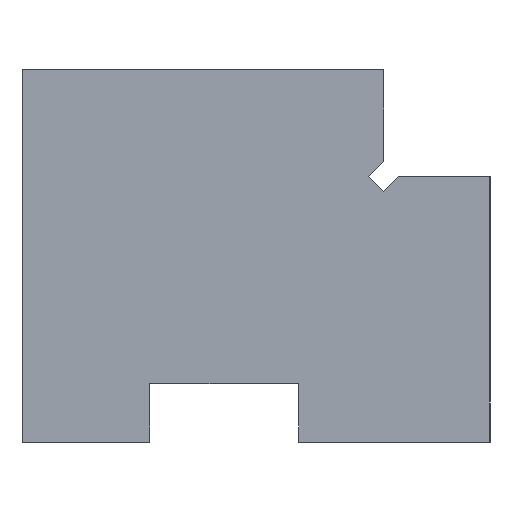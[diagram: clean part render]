
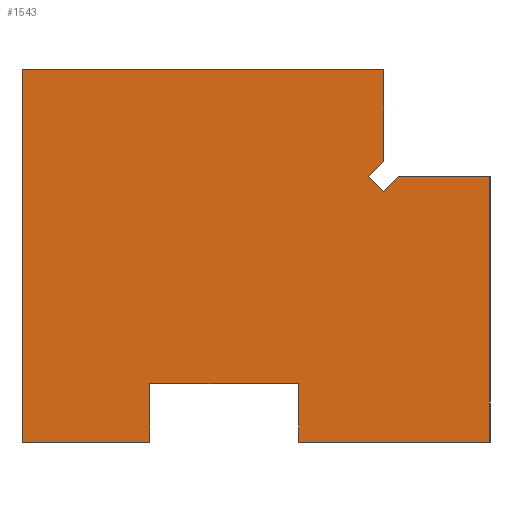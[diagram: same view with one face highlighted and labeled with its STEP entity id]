
A CAD part, left-side view. The second image highlights one B-rep face of the part: STEP entity #1543.
In plain terms, the highlighted planar face has unit normal (-1, 0, 0).
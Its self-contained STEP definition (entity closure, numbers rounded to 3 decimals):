
#887=VERTEX_POINT('',#2536);
#1147=EDGE_CURVE('',#2011,#2055,#2823,.T.);
#1183=EDGE_CURVE('',#2009,#1319,#2863,.T.);
#1185=EDGE_CURVE('',#1775,#887,#2865,.T.);
#1249=VERTEX_POINT('',#2938);
#1265=EDGE_CURVE('',#2383,#2011,#2955,.T.);
#1309=VERTEX_POINT('',#3001);
#1319=VERTEX_POINT('',#3012);
#1349=VERTEX_POINT('',#3045);
#1419=EDGE_CURVE('',#2251,#1421,#3120,.T.);
#1421=VERTEX_POINT('',#3122);
#1495=EDGE_CURVE('',#1249,#2383,#3201,.T.);
#1501=EDGE_CURVE('',#1349,#1775,#3207,.T.);
#1521=VERTEX_POINT('',#3230);
#1543=ADVANCED_FACE('',(#3253),#3254,.T.);
#1651=EDGE_CURVE('',#1319,#887,#3374,.T.);
#1761=EDGE_CURVE('',#1309,#2009,#3503,.T.);
#1765=EDGE_CURVE('',#1521,#1349,#3507,.T.);
#1775=VERTEX_POINT('',#3518);
#1939=EDGE_CURVE('',#1309,#1249,#3700,.T.);
#2009=VERTEX_POINT('',#3779);
#2011=VERTEX_POINT('',#3781);
#2055=VERTEX_POINT('',#3828);
#2153=EDGE_CURVE('',#1421,#2055,#3939,.T.);
#2251=VERTEX_POINT('',#4047);
#2287=EDGE_CURVE('',#1521,#2251,#4087,.T.);
#2383=VERTEX_POINT('',#4196);
#2536=CARTESIAN_POINT('',(-34.5,-7.0,0.0));
#2823=LINE('',#4728,#4729);
#2863=LINE('',#4781,#4782);
#2865=LINE('',#4785,#4786);
#2938=CARTESIAN_POINT('',(-34.5,19.0,0.0));
#2955=LINE('',#4899,#4900);
#3001=CARTESIAN_POINT('',(-34.5,7.0,0.0));
#3012=CARTESIAN_POINT('',(-34.5,-7.0,5.5));
#3045=CARTESIAN_POINT('',(-34.5,-25.0,25.0));
#3120=LINE('',#5122,#5123);
#3122=CARTESIAN_POINT('',(-34.5,-13.586,25.0));
#3201=LINE('',#5229,#5230);
#3207=LINE('',#5239,#5240);
#3230=CARTESIAN_POINT('',(-34.5,-16.414,25.0));
#3253=FACE_OUTER_BOUND('',#5298,.T.);
#3254=PLANE('',#5299);
#3374=LINE('',#5453,#5454);
#3503=LINE('',#5619,#5620);
#3507=LINE('',#5625,#5626);
#3518=CARTESIAN_POINT('',(-34.5,-25.0,0.0));
#3700=LINE('',#5871,#5872);
#3779=CARTESIAN_POINT('',(-34.5,7.0,5.5));
#3781=CARTESIAN_POINT('',(-34.5,-15.0,35.0));
#3828=CARTESIAN_POINT('',(-34.5,-15.,26.414));
#3939=LINE('',#6194,#6195);
#4047=CARTESIAN_POINT('',(-34.5,-15.0,23.586));
#4087=LINE('',#6379,#6380);
#4196=CARTESIAN_POINT('',(-34.5,19.0,35.0));
#4728=CARTESIAN_POINT('',(-34.5,-15.0,25.0));
#4729=VECTOR('',#7053,1.0);
#4781=CARTESIAN_POINT('',(-34.5,2.316,5.5));
#4782=VECTOR('',#7115,1.0);
#4785=CARTESIAN_POINT('',(-34.5,19.0,0.0));
#4786=VECTOR('',#7116,1.0);
#4899=CARTESIAN_POINT('',(-34.5,-15.0,35.0));
#4900=VECTOR('',#7247,1.0);
#5122=CARTESIAN_POINT('',(-34.5,-12.814,25.771));
#5123=VECTOR('',#7431,1.0);
#5229=CARTESIAN_POINT('',(-34.5,19.0,35.0));
#5230=VECTOR('',#7521,1.0);
#5239=CARTESIAN_POINT('',(-34.5,-25.0,0.0));
#5240=VECTOR('',#7528,1.0);
#5298=EDGE_LOOP('',(#7591,#7592,#7593,#7594,#7595,#7596,#7597,#7598,#7599,#7600,#7601,#7602,#7603));
#5299=AXIS2_PLACEMENT_3D('',#7604,#7605,#7606);
#5453=CARTESIAN_POINT('',(-34.5,-7.0,11.184));
#5454=VECTOR('',#7783,1.0);
#5619=CARTESIAN_POINT('',(-34.5,7.0,8.434));
#5620=VECTOR('',#8008,1.0);
#5625=CARTESIAN_POINT('',(-34.5,-25.0,25.0));
#5626=VECTOR('',#8009,1.0);
#5871=CARTESIAN_POINT('',(-34.5,19.0,0.0));
#5872=VECTOR('',#8274,1.0);
#6194=CARTESIAN_POINT('',(-34.5,-9.455,20.869));
#6195=VECTOR('',#8580,1.0);
#6379=CARTESIAN_POINT('',(-34.5,-10.162,18.748));
#6380=VECTOR('',#8778,1.0);
#7053=DIRECTION('',(0.0,0.0,-1.0));
#7115=DIRECTION('',(0.0,-1.0,0.0));
#7116=DIRECTION('',(0.0,1.0,0.0));
#7247=DIRECTION('',(0.0,-1.0,0.0));
#7431=DIRECTION('',(0.0,0.707,0.707));
#7521=DIRECTION('',(0.0,0.0,1.0));
#7528=DIRECTION('',(0.0,0.0,-1.0));
#7591=ORIENTED_EDGE('',*,*,#2287,.T.);
#7592=ORIENTED_EDGE('',*,*,#1419,.T.);
#7593=ORIENTED_EDGE('',*,*,#2153,.T.);
#7594=ORIENTED_EDGE('',*,*,#1147,.F.);
#7595=ORIENTED_EDGE('',*,*,#1265,.F.);
#7596=ORIENTED_EDGE('',*,*,#1495,.F.);
#7597=ORIENTED_EDGE('',*,*,#1939,.F.);
#7598=ORIENTED_EDGE('',*,*,#1761,.T.);
#7599=ORIENTED_EDGE('',*,*,#1183,.T.);
#7600=ORIENTED_EDGE('',*,*,#1651,.T.);
#7601=ORIENTED_EDGE('',*,*,#1185,.F.);
#7602=ORIENTED_EDGE('',*,*,#1501,.F.);
#7603=ORIENTED_EDGE('',*,*,#1765,.F.);
#7604=CARTESIAN_POINT('',(-34.5,-2.367,16.867));
#7605=DIRECTION('',(-1.0,0.0,0.0));
#7606=DIRECTION('',(0.0,-1.0,0.0));
#7783=DIRECTION('',(0.0,0.0,-1.0));
#8008=DIRECTION('',(0.0,0.0,1.0));
#8009=DIRECTION('',(0.0,-1.0,0.0));
#8274=DIRECTION('',(0.0,1.0,0.0));
#8580=DIRECTION('',(0.0,-0.707,0.707));
#8778=DIRECTION('',(0.0,0.707,-0.707));
